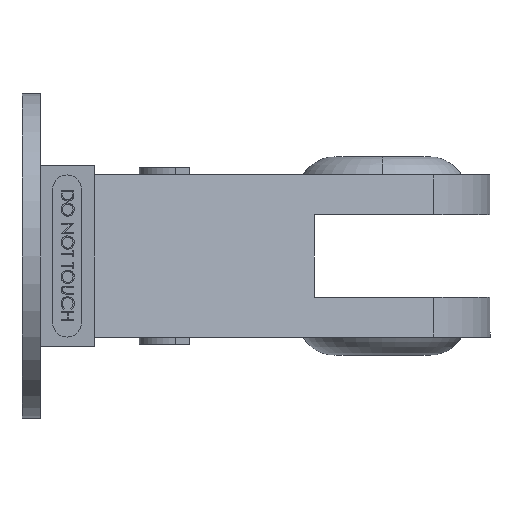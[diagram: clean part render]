
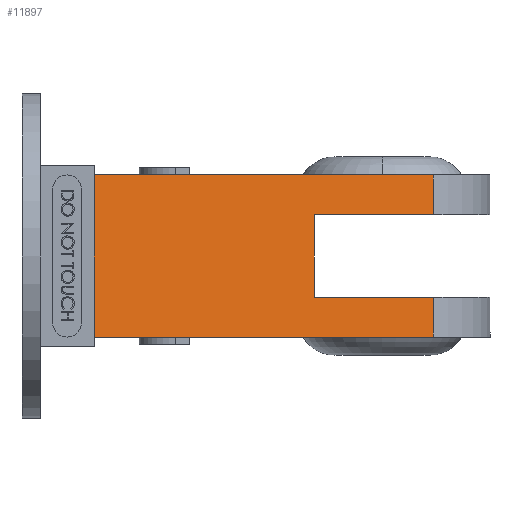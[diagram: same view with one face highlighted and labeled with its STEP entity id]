
A CAD part, left-side view. The second image highlights one B-rep face of the part: STEP entity #11897.
In plain terms, the highlighted planar face has unit normal (-0.881, -0.473, 0).
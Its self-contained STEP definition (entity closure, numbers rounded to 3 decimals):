
#536 = EDGE_CURVE ( 'NONE', #5491, #22132, #19657, .T. ) ;
#688 = LINE ( 'NONE', #13051, #7893 ) ;
#877 = VERTEX_POINT ( 'NONE', #19794 ) ;
#973 = EDGE_CURVE ( 'NONE', #1320, #22132, #688, .T. ) ;
#1038 = CARTESIAN_POINT ( 'NONE',  ( -26.432, -14.19, -22.5 ) ) ;
#1320 = VERTEX_POINT ( 'NONE', #4818 ) ;
#1616 = VERTEX_POINT ( 'NONE', #11770 ) ;
#1672 = VERTEX_POINT ( 'NONE', #5033 ) ;
#1794 = DIRECTION ( 'NONE',  ( 0., 0., -1. ) ) ;
#2666 = ORIENTED_EDGE ( 'NONE', *, *, #973, .F. ) ;
#3529 = EDGE_CURVE ( 'NONE', #1672, #1616, #21841, .T. ) ;
#3565 = CARTESIAN_POINT ( 'NONE',  ( -26.432, -14.19, 22.5 ) ) ;
#3628 = DIRECTION ( 'NONE',  ( 0.473, -0.881, 0. ) ) ;
#3845 = ORIENTED_EDGE ( 'NONE', *, *, #21756, .F. ) ;
#4172 = LINE ( 'NONE', #23776, #23138 ) ;
#4233 = LINE ( 'NONE', #19626, #20282 ) ;
#4818 = CARTESIAN_POINT ( 'NONE',  ( -26.432, -14.19, -11.5 ) ) ;
#5033 = CARTESIAN_POINT ( 'NONE',  ( -26.432, -14.19, 22.5 ) ) ;
#5438 = DIRECTION ( 'NONE',  ( 0., 0., -1. ) ) ;
#5444 = ORIENTED_EDGE ( 'NONE', *, *, #17730, .F. ) ;
#5491 = VERTEX_POINT ( 'NONE', #7015 ) ;
#5990 = CARTESIAN_POINT ( 'NONE',  ( -77., 80., 22.5 ) ) ;
#6266 = EDGE_CURVE ( 'NONE', #1616, #16696, #4233, .T. ) ;
#7015 = CARTESIAN_POINT ( 'NONE',  ( -77., 80., -22.5 ) ) ;
#7328 = VECTOR ( 'NONE', #12362, 1000. ) ;
#7893 = VECTOR ( 'NONE', #5438, 1000. ) ;
#8518 = AXIS2_PLACEMENT_3D ( 'NONE', #5990, #15291, #22758 ) ;
#8638 = CARTESIAN_POINT ( 'NONE',  ( -44.17, 18.849, 11.5 ) ) ;
#8712 = CARTESIAN_POINT ( 'NONE',  ( -44.17, 18.849, 11.5 ) ) ;
#9088 = VECTOR ( 'NONE', #18952, 1000. ) ;
#10534 = CARTESIAN_POINT ( 'NONE',  ( -77., 80., -22.5 ) ) ;
#11637 = ORIENTED_EDGE ( 'NONE', *, *, #3529, .F. ) ;
#11770 = CARTESIAN_POINT ( 'NONE',  ( -26.432, -14.19, 11.5 ) ) ;
#11897 = ADVANCED_FACE ( 'NONE', ( #22422 ), #18797, .F. ) ;
#12362 = DIRECTION ( 'NONE',  ( 0.473, -0.881, 0. ) ) ;
#12490 = DIRECTION ( 'NONE',  ( -0.473, 0.881, 0. ) ) ;
#12529 = CARTESIAN_POINT ( 'NONE',  ( -77., 80., 22.5 ) ) ;
#12540 = VECTOR ( 'NONE', #21428, 1000. ) ;
#13051 = CARTESIAN_POINT ( 'NONE',  ( -26.432, -14.19, 22.5 ) ) ;
#15291 = DIRECTION ( 'NONE',  ( 0.881, 0.473, 0. ) ) ;
#15320 = EDGE_CURVE ( 'NONE', #877, #1672, #18843, .T. ) ;
#15421 = LINE ( 'NONE', #8712, #12540 ) ;
#15582 = ORIENTED_EDGE ( 'NONE', *, *, #22708, .T. ) ;
#16696 = VERTEX_POINT ( 'NONE', #8638 ) ;
#17673 = LINE ( 'NONE', #20463, #9088 ) ;
#17730 = EDGE_CURVE ( 'NONE', #22473, #1320, #4172, .T. ) ;
#17917 = EDGE_LOOP ( 'NONE', ( #2666, #5444, #3845, #18455, #11637, #20894, #15582, #19262 ) ) ;
#18389 = CARTESIAN_POINT ( 'NONE',  ( -44.17, 18.849, -11.5 ) ) ;
#18455 = ORIENTED_EDGE ( 'NONE', *, *, #6266, .F. ) ;
#18797 = PLANE ( 'NONE',  #8518 ) ;
#18843 = LINE ( 'NONE', #12529, #21161 ) ;
#18952 = DIRECTION ( 'NONE',  ( 0., 0., -1. ) ) ;
#18969 = VECTOR ( 'NONE', #1794, 1000. ) ;
#19262 = ORIENTED_EDGE ( 'NONE', *, *, #536, .T. ) ;
#19626 = CARTESIAN_POINT ( 'NONE',  ( -8.694, -47.23, 11.5 ) ) ;
#19657 = LINE ( 'NONE', #10534, #7328 ) ;
#19794 = CARTESIAN_POINT ( 'NONE',  ( -77., 80., 22.5 ) ) ;
#20282 = VECTOR ( 'NONE', #12490, 1000. ) ;
#20463 = CARTESIAN_POINT ( 'NONE',  ( -77., 80., 22.5 ) ) ;
#20894 = ORIENTED_EDGE ( 'NONE', *, *, #15320, .F. ) ;
#21161 = VECTOR ( 'NONE', #21743, 1000. ) ;
#21428 = DIRECTION ( 'NONE',  ( 0., 0., -1. ) ) ;
#21743 = DIRECTION ( 'NONE',  ( 0.473, -0.881, 0. ) ) ;
#21756 = EDGE_CURVE ( 'NONE', #16696, #22473, #15421, .T. ) ;
#21841 = LINE ( 'NONE', #3565, #18969 ) ;
#22132 = VERTEX_POINT ( 'NONE', #1038 ) ;
#22422 = FACE_OUTER_BOUND ( 'NONE', #17917, .T. ) ;
#22473 = VERTEX_POINT ( 'NONE', #18389 ) ;
#22708 = EDGE_CURVE ( 'NONE', #877, #5491, #17673, .T. ) ;
#22758 = DIRECTION ( 'NONE',  ( -0.473, 0.881, 0. ) ) ;
#23138 = VECTOR ( 'NONE', #3628, 1000. ) ;
#23776 = CARTESIAN_POINT ( 'NONE',  ( -8.694, -47.23, -11.5 ) ) ;
